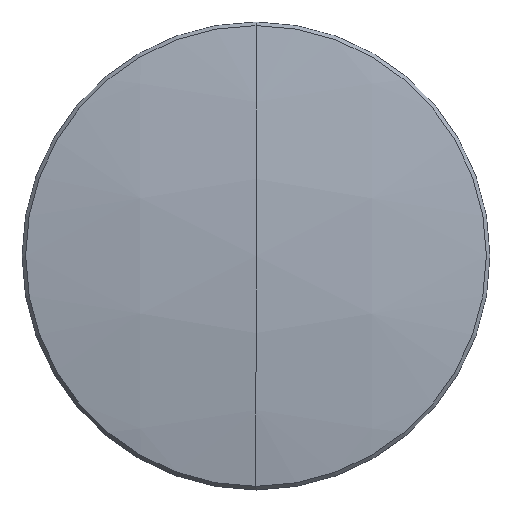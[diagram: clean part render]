
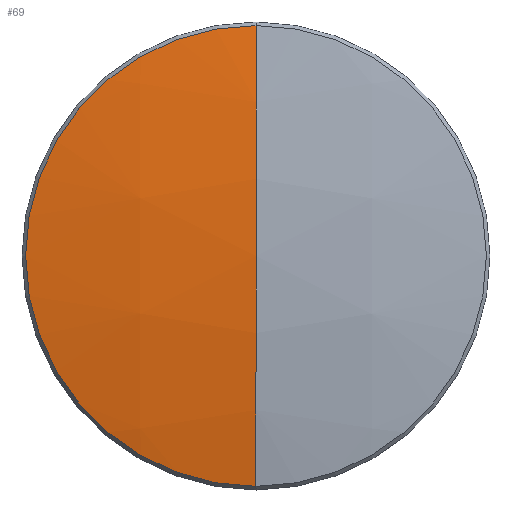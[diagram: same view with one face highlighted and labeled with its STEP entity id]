
A CAD part, top view. The second image highlights one B-rep face of the part: STEP entity #69.
In plain terms, the highlighted spherical face has radius 69.97 mm.
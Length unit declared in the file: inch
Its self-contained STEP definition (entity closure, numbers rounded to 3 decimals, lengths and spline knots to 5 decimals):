
#13 = EDGE_LOOP ( 'NONE', ( #217, #254, #21 ) ) ;
#19 = CARTESIAN_POINT ( 'NONE',  ( 0., 0., -2.66969 ) ) ;
#21 = ORIENTED_EDGE ( 'NONE', *, *, #116, .F. ) ;
#23 = CARTESIAN_POINT ( 'NONE',  ( 0., 0., 0.0407 ) ) ;
#28 = SPHERICAL_SURFACE ( 'NONE', #290, 2.75472 ) ;
#35 = DIRECTION ( 'NONE',  ( -1., 0., 0. ) ) ;
#40 = CARTESIAN_POINT ( 'NONE',  ( 0., 0., 0.08504 ) ) ;
#47 = DIRECTION ( 'NONE',  ( 0., 1., 0. ) ) ;
#58 = CARTESIAN_POINT ( 'NONE',  ( 0., 0., -2.66969 ) ) ;
#63 = DIRECTION ( 'NONE',  ( -1., 0., 0. ) ) ;
#64 = AXIS2_PLACEMENT_3D ( 'NONE', #228, #63, #258 ) ;
#69 = ADVANCED_FACE ( 'NONE', ( #246 ), #28, .T. ) ;
#77 = VERTEX_POINT ( 'NONE', #40 ) ;
#86 = DIRECTION ( 'NONE',  ( 0., 0., -1. ) ) ;
#116 = EDGE_CURVE ( 'NONE', #163, #77, #211, .T. ) ;
#118 = DIRECTION ( 'NONE',  ( 0., 1., 0. ) ) ;
#136 = CARTESIAN_POINT ( 'NONE',  ( 0., 0.49227, 0.0407 ) ) ;
#163 = VERTEX_POINT ( 'NONE', #136 ) ;
#176 = CARTESIAN_POINT ( 'NONE',  ( 0., -0.49227, 0.0407 ) ) ;
#197 = CIRCLE ( 'NONE', #224, 0.49227 ) ;
#211 = CIRCLE ( 'NONE', #326, 2.75472 ) ;
#212 = DIRECTION ( 'NONE',  ( 0., 0., 1. ) ) ;
#217 = ORIENTED_EDGE ( 'NONE', *, *, #274, .T. ) ;
#224 = AXIS2_PLACEMENT_3D ( 'NONE', #23, #212, #47 ) ;
#228 = CARTESIAN_POINT ( 'NONE',  ( 0., 0., -2.66969 ) ) ;
#242 = VERTEX_POINT ( 'NONE', #176 ) ;
#246 = FACE_OUTER_BOUND ( 'NONE', #13, .T. ) ;
#251 = DIRECTION ( 'NONE',  ( 1., 0., 0. ) ) ;
#254 = ORIENTED_EDGE ( 'NONE', *, *, #307, .T. ) ;
#258 = DIRECTION ( 'NONE',  ( 0., -1., 0. ) ) ;
#274 = EDGE_CURVE ( 'NONE', #163, #242, #197, .T. ) ;
#290 = AXIS2_PLACEMENT_3D ( 'NONE', #19, #35, #118 ) ;
#307 = EDGE_CURVE ( 'NONE', #242, #77, #316, .T. ) ;
#316 = CIRCLE ( 'NONE', #64, 2.75472 ) ;
#326 = AXIS2_PLACEMENT_3D ( 'NONE', #58, #251, #86 ) ;
